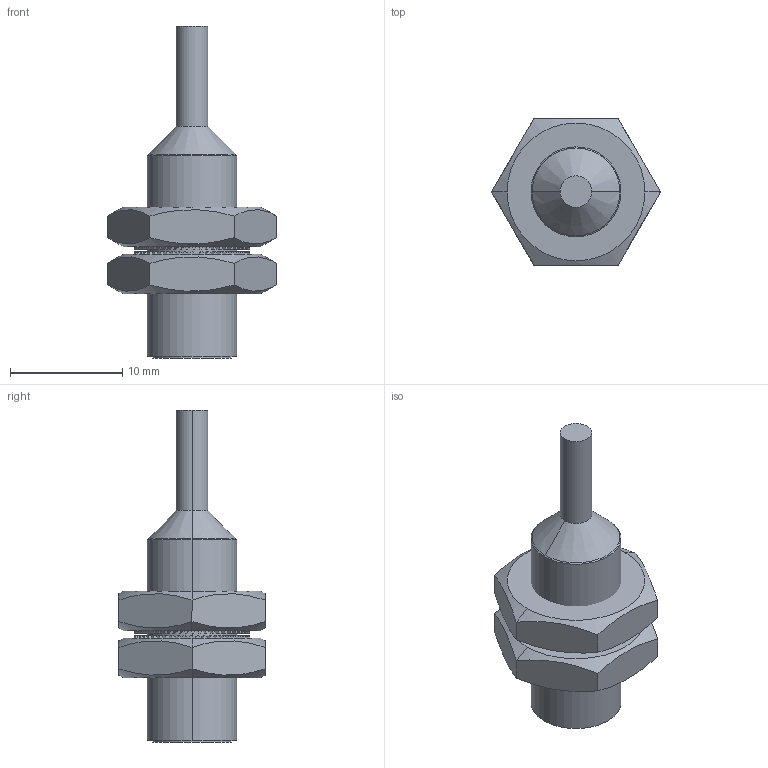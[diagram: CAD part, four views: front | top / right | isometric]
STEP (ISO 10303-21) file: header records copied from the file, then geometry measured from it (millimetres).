
FILE_DESCRIPTION (( 'STEP AP214' ), '1' );
FILE_NAME ('M8-閉傻俋褲.STEP', '2015-09-23T08:19:16', ( '' ), ( '' ), 'SwSTEP 2.0', 'SolidWorks 2013', '' );
FILE_SCHEMA (( 'AUTOMOTIVE_DESIGN' ));
Length unit declared in the file: millimetre
Products named in the file (2): M8閉傻; M8-閉傻俋褲
Assembly tree (1 placements, depth 2):
  M8-閉傻俋褲
    M8閉傻
Bounding box: 15.01 x 13 x 29.52 mm (x, y, z)
Volume: 1743.9 mm3; surface area: 1643.1 mm2
Topology: 3 solids, 3 shells, 501 faces, 1110 edges, 718 vertices
Faces by surface type: plane 427, cone 52, cylinder 22
Entity records: 13920 total; most frequent: CARTESIAN_POINT 2581, ORIENTED_EDGE 2220, DIRECTION 2178, EDGE_CURVE 1110, VECTOR 1004, LINE 1004, VERTEX_POINT 718, EDGE_LOOP 608
